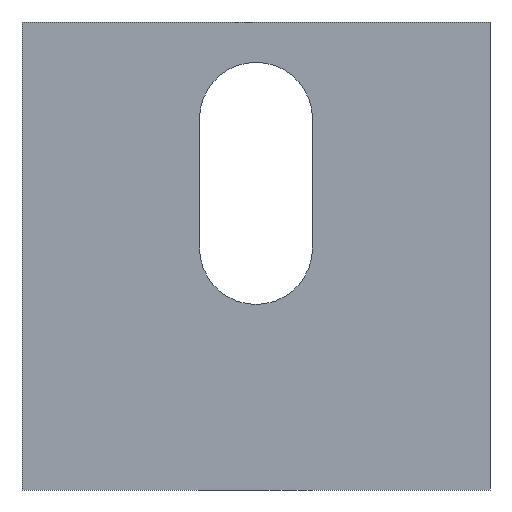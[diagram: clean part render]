
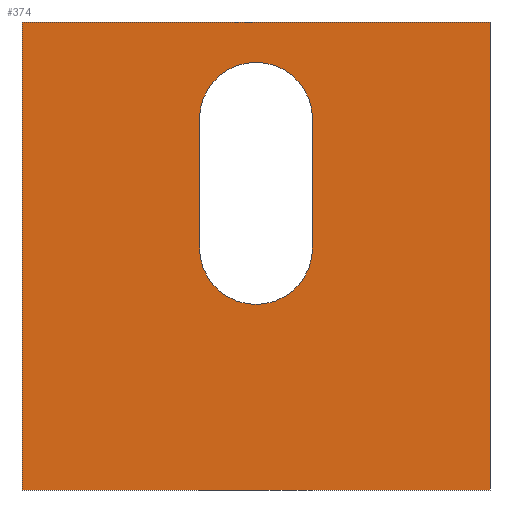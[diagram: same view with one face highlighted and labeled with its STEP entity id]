
A CAD part, front view. The second image highlights one B-rep face of the part: STEP entity #374.
In plain terms, the highlighted planar face has unit normal (0, -1, 0).
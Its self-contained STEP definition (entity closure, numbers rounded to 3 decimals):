
#18=FACE_BOUND('',#76,.T.);
#32=PLANE('',#404);
#52=FACE_OUTER_BOUND('',#75,.T.);
#75=EDGE_LOOP('',(#335,#336,#337,#338));
#76=EDGE_LOOP('',(#339,#340,#341,#342));
#90=LINE('',#545,#132);
#94=LINE('',#555,#136);
#111=LINE('',#591,#153);
#118=LINE('',#604,#160);
#119=LINE('',#606,#161);
#120=LINE('',#607,#162);
#132=VECTOR('',#444,8.);
#136=VECTOR('',#456,8.);
#153=VECTOR('',#487,29.);
#160=VECTOR('',#498,29.);
#161=VECTOR('',#501,29.);
#162=VECTOR('',#502,29.);
#168=CIRCLE('',#389,3.5);
#170=CIRCLE('',#393,3.5);
#181=VERTEX_POINT('',#536);
#182=VERTEX_POINT('',#538);
#184=VERTEX_POINT('',#544);
#186=VERTEX_POINT('',#550);
#197=VERTEX_POINT('',#588);
#198=VERTEX_POINT('',#590);
#201=VERTEX_POINT('',#600);
#202=VERTEX_POINT('',#602);
#217=EDGE_CURVE('',#182,#181,#168,.T.);
#220=EDGE_CURVE('',#184,#182,#90,.T.);
#223=EDGE_CURVE('',#186,#184,#170,.T.);
#226=EDGE_CURVE('',#181,#186,#94,.T.);
#243=EDGE_CURVE('',#197,#198,#111,.T.);
#250=EDGE_CURVE('',#201,#202,#118,.T.);
#251=EDGE_CURVE('',#201,#197,#119,.T.);
#252=EDGE_CURVE('',#198,#202,#120,.T.);
#335=ORIENTED_EDGE('',*,*,#251,.F.);
#336=ORIENTED_EDGE('',*,*,#250,.T.);
#337=ORIENTED_EDGE('',*,*,#252,.F.);
#338=ORIENTED_EDGE('',*,*,#243,.F.);
#339=ORIENTED_EDGE('',*,*,#223,.T.);
#340=ORIENTED_EDGE('',*,*,#220,.T.);
#341=ORIENTED_EDGE('',*,*,#217,.T.);
#342=ORIENTED_EDGE('',*,*,#226,.T.);
#374=ADVANCED_FACE('',(#52,#18),#32,.T.);
#389=AXIS2_PLACEMENT_3D('',#539,#438,#439);
#393=AXIS2_PLACEMENT_3D('',#551,#450,#451);
#404=AXIS2_PLACEMENT_3D('',#605,#499,#500);
#438=DIRECTION('center_axis',(0.,1.,0.));
#439=DIRECTION('ref_axis',(-1.,0.,0.));
#444=DIRECTION('',(0.,0.,-1.));
#450=DIRECTION('center_axis',(0.,1.,0.));
#451=DIRECTION('ref_axis',(1.,0.,0.));
#456=DIRECTION('',(0.,0.,1.));
#487=DIRECTION('',(1.,0.,0.));
#498=DIRECTION('',(1.,0.,0.));
#499=DIRECTION('center_axis',(0.,-1.,0.));
#500=DIRECTION('ref_axis',(0.,0.,-1.));
#501=DIRECTION('',(0.,0.,1.));
#502=DIRECTION('',(0.,0.,-1.));
#536=CARTESIAN_POINT('',(11.,0.,15.));
#538=CARTESIAN_POINT('',(18.,0.,15.));
#539=CARTESIAN_POINT('Origin',(14.5,0.,15.));
#544=CARTESIAN_POINT('',(18.,0.,23.));
#545=CARTESIAN_POINT('',(18.,0.,26.));
#550=CARTESIAN_POINT('',(11.,0.,23.));
#551=CARTESIAN_POINT('Origin',(14.5,0.,23.));
#555=CARTESIAN_POINT('',(11.,0.,22.));
#588=CARTESIAN_POINT('',(0.,0.,29.));
#590=CARTESIAN_POINT('',(29.,0.,29.));
#591=CARTESIAN_POINT('',(0.,0.,29.));
#600=CARTESIAN_POINT('',(0.,0.,0.));
#602=CARTESIAN_POINT('',(29.,0.,0.));
#604=CARTESIAN_POINT('',(0.,0.,0.));
#605=CARTESIAN_POINT('Origin',(0.,0.,29.));
#606=CARTESIAN_POINT('',(0.,0.,0.));
#607=CARTESIAN_POINT('',(29.,0.,0.));
